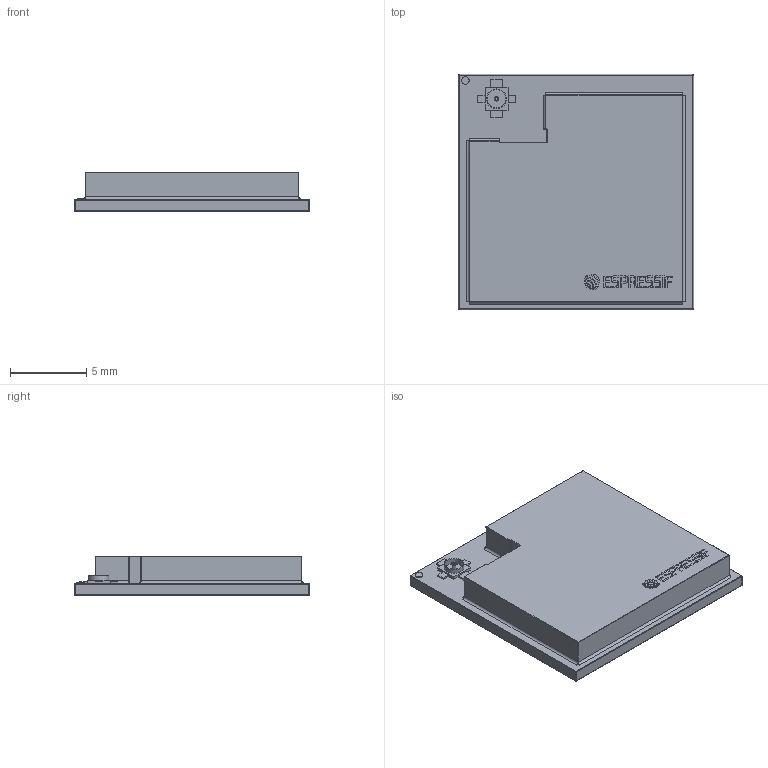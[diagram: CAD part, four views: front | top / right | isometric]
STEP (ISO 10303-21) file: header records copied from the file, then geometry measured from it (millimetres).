
FILE_DESCRIPTION(/* description */ (''),/* implementation_level */ '2;1');
FILE_NAME(/* name */ '56-VFQFN Exposed Pad SMD MODULE W-IPEX ANT CONNECTOR.stp',/* time_stamp */ '2021-02-14T04:32:01-04:00',/* author */ ('Julio Mora'),/* organization */ (''),/* preprocessor_version */ 'ST-DEVELOPER v18.1',/* originating_system */ 'Autodesk Inventor 2021',/* authorisation */ '');
FILE_SCHEMA (('AUTOMOTIVE_DESIGN { 1 0 10303 214 3 1 1 }'));
Length unit declared in the file: inch
Products named in the file (10): 56-VFQFN Exposed Pad SMD MODULE W-IPEX ANT CONNECTOR; Board; Case; Coax base; coax; Coax Termals; Pads; Pin 1; Espressif logo; Espressif
Assembly tree (9 placements, depth 2):
  56-VFQFN Exposed Pad SMD MODULE W-IPEX ANT CONNECTOR
    Board
    Case
    Coax base
    coax
    Coax Termals
    Pads
    Pin 1
    Espressif logo
    Espressif
Bounding box: 15.4 x 15.4 x 2.55 mm (x, y, z)
Volume: 495.6 mm3; surface area: 1064.8 mm2
Topology: 97 solids, 97 shells, 1118 faces, 2507 edges, 1655 vertices
Faces by surface type: plane 702, cylinder 395, sphere 14, torus 5, bspline 2
Full cylindrical faces by diameter (mm): 0.142 x1, 0.3 x2, 0.5 x1, 1.2 x2, 1.3 x2
Entity records: 32404 total; most frequent: CARTESIAN_POINT 5407, DIRECTION 5279, ORIENTED_EDGE 5014, EDGE_CURVE 2507, LINE 1977, VECTOR 1977, VERTEX_POINT 1655, AXIS2_PLACEMENT_3D 1651
